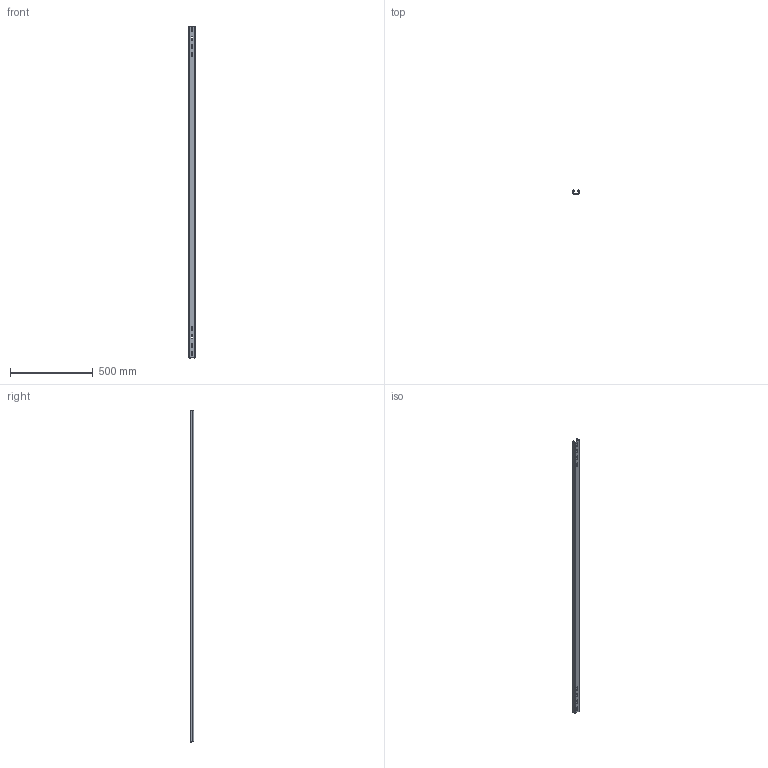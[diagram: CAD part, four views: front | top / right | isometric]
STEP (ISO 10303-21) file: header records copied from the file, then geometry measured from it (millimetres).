
FILE_DESCRIPTION(/* description */ (''),/* implementation_level */ '2;1');
FILE_NAME(/* name */ '1122923',/* time_stamp */ '2014-08-20T14:18:24+02:00',/* author */ (''),/* organization */ (''),/* preprocessor_version */ 'ST-DEVELOPER v15',/* originating_system */ '',/* authorisation */ '');
FILE_SCHEMA (('AUTOMOTIVE_DESIGN'));
Length unit declared in the file: millimetre
Products named in the file (1): Document
Bounding box: 41 x 21 x 2000 mm (x, y, z)
Volume: 473385.3 mm3; surface area: 390275.3 mm2
Topology: 1 solids, 1 shells, 60 faces, 170 edges, 112 vertices
Faces by surface type: bspline 32, plane 28
Entity records: 2059 total; most frequent: CARTESIAN_POINT 1010, ORIENTED_EDGE 340, EDGE_CURVE 170, VERTEX_POINT 112, B_SPLINE_CURVE_WITH_KNOTS 106, EDGE_LOOP 76, ADVANCED_FACE 60, FACE_OUTER_BOUND 60
